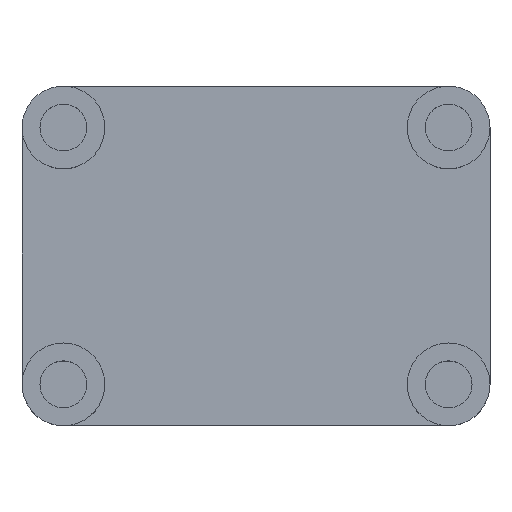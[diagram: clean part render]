
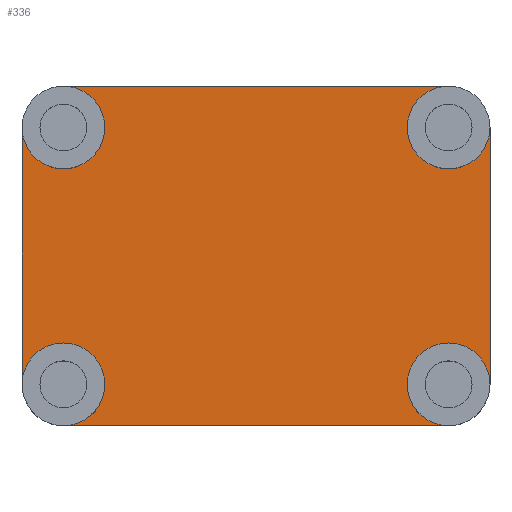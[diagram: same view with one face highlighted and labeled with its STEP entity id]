
A CAD part, top view. The second image highlights one B-rep face of the part: STEP entity #336.
In plain terms, the highlighted planar face has unit normal (0, 0, 1).
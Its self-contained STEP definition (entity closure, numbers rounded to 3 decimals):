
#24=PLANE('',#381);
#42=FACE_OUTER_BOUND('',#65,.T.);
#65=EDGE_LOOP('',(#249,#250,#251,#252,#253,#254,#255,#256,#257,#258));
#85=LINE('',#558,#109);
#86=LINE('',#562,#110);
#87=LINE('',#568,#111);
#88=LINE('',#573,#112);
#109=VECTOR('',#453,10.);
#110=VECTOR('',#456,10.);
#111=VECTOR('',#461,10.);
#112=VECTOR('',#466,10.);
#138=CIRCLE('',#382,4.5);
#139=CIRCLE('',#383,4.5);
#140=CIRCLE('',#384,4.5);
#141=CIRCLE('',#385,4.5);
#142=CIRCLE('',#386,4.5);
#143=CIRCLE('',#387,4.5);
#160=VERTEX_POINT('',#554);
#161=VERTEX_POINT('',#555);
#162=VERTEX_POINT('',#557);
#163=VERTEX_POINT('',#559);
#164=VERTEX_POINT('',#561);
#165=VERTEX_POINT('',#563);
#166=VERTEX_POINT('',#565);
#167=VERTEX_POINT('',#567);
#168=VERTEX_POINT('',#569);
#169=VERTEX_POINT('',#571);
#194=EDGE_CURVE('',#160,#161,#138,.T.);
#195=EDGE_CURVE('',#162,#161,#85,.T.);
#196=EDGE_CURVE('',#162,#163,#139,.T.);
#197=EDGE_CURVE('',#164,#163,#86,.T.);
#198=EDGE_CURVE('',#164,#165,#140,.T.);
#199=EDGE_CURVE('',#165,#166,#141,.T.);
#200=EDGE_CURVE('',#167,#166,#87,.T.);
#201=EDGE_CURVE('',#167,#168,#142,.T.);
#202=EDGE_CURVE('',#168,#169,#143,.T.);
#203=EDGE_CURVE('',#160,#169,#88,.T.);
#249=ORIENTED_EDGE('',*,*,#194,.T.);
#250=ORIENTED_EDGE('',*,*,#195,.F.);
#251=ORIENTED_EDGE('',*,*,#196,.T.);
#252=ORIENTED_EDGE('',*,*,#197,.F.);
#253=ORIENTED_EDGE('',*,*,#198,.T.);
#254=ORIENTED_EDGE('',*,*,#199,.T.);
#255=ORIENTED_EDGE('',*,*,#200,.F.);
#256=ORIENTED_EDGE('',*,*,#201,.T.);
#257=ORIENTED_EDGE('',*,*,#202,.T.);
#258=ORIENTED_EDGE('',*,*,#203,.F.);
#336=ADVANCED_FACE('',(#42),#24,.T.);
#381=AXIS2_PLACEMENT_3D('',#553,#449,#450);
#382=AXIS2_PLACEMENT_3D('',#556,#451,#452);
#383=AXIS2_PLACEMENT_3D('',#560,#454,#455);
#384=AXIS2_PLACEMENT_3D('',#564,#457,#458);
#385=AXIS2_PLACEMENT_3D('',#566,#459,#460);
#386=AXIS2_PLACEMENT_3D('',#570,#462,#463);
#387=AXIS2_PLACEMENT_3D('',#572,#464,#465);
#449=DIRECTION('center_axis',(0.,0.,1.));
#450=DIRECTION('ref_axis',(1.,0.,0.));
#451=DIRECTION('center_axis',(0.,0.,-1.));
#452=DIRECTION('ref_axis',(1.,0.,0.));
#453=DIRECTION('',(0.,1.,0.));
#454=DIRECTION('center_axis',(0.,0.,-1.));
#455=DIRECTION('ref_axis',(1.,0.,0.));
#456=DIRECTION('',(-1.,0.,0.));
#457=DIRECTION('center_axis',(0.,0.,-1.));
#458=DIRECTION('ref_axis',(1.,0.,0.));
#459=DIRECTION('center_axis',(0.,0.,-1.));
#460=DIRECTION('ref_axis',(1.,0.,0.));
#461=DIRECTION('',(0.,-1.,0.));
#462=DIRECTION('center_axis',(0.,0.,-1.));
#463=DIRECTION('ref_axis',(1.,0.,0.));
#464=DIRECTION('center_axis',(0.,0.,-1.));
#465=DIRECTION('ref_axis',(1.,0.,0.));
#466=DIRECTION('',(1.,0.,0.));
#553=CARTESIAN_POINT('Origin',(0.,0.,0.));
#554=CARTESIAN_POINT('',(-20.955,18.47,0.));
#555=CARTESIAN_POINT('',(-25.455,13.97,0.));
#556=CARTESIAN_POINT('Origin',(-20.955,13.97,0.));
#557=CARTESIAN_POINT('',(-25.455,-13.97,0.));
#558=CARTESIAN_POINT('',(-25.455,-18.47,0.));
#559=CARTESIAN_POINT('',(-20.955,-18.47,0.));
#560=CARTESIAN_POINT('Origin',(-20.955,-13.97,0.));
#561=CARTESIAN_POINT('',(20.955,-18.47,0.));
#562=CARTESIAN_POINT('',(25.455,-18.47,0.));
#563=CARTESIAN_POINT('',(16.455,-13.97,0.));
#564=CARTESIAN_POINT('Origin',(20.955,-13.97,0.));
#565=CARTESIAN_POINT('',(25.455,-13.97,0.));
#566=CARTESIAN_POINT('Origin',(20.955,-13.97,0.));
#567=CARTESIAN_POINT('',(25.455,13.97,0.));
#568=CARTESIAN_POINT('',(25.455,18.47,0.));
#569=CARTESIAN_POINT('',(16.455,13.97,0.));
#570=CARTESIAN_POINT('Origin',(20.955,13.97,0.));
#571=CARTESIAN_POINT('',(20.955,18.47,0.));
#572=CARTESIAN_POINT('Origin',(20.955,13.97,0.));
#573=CARTESIAN_POINT('',(-25.455,18.47,0.));
